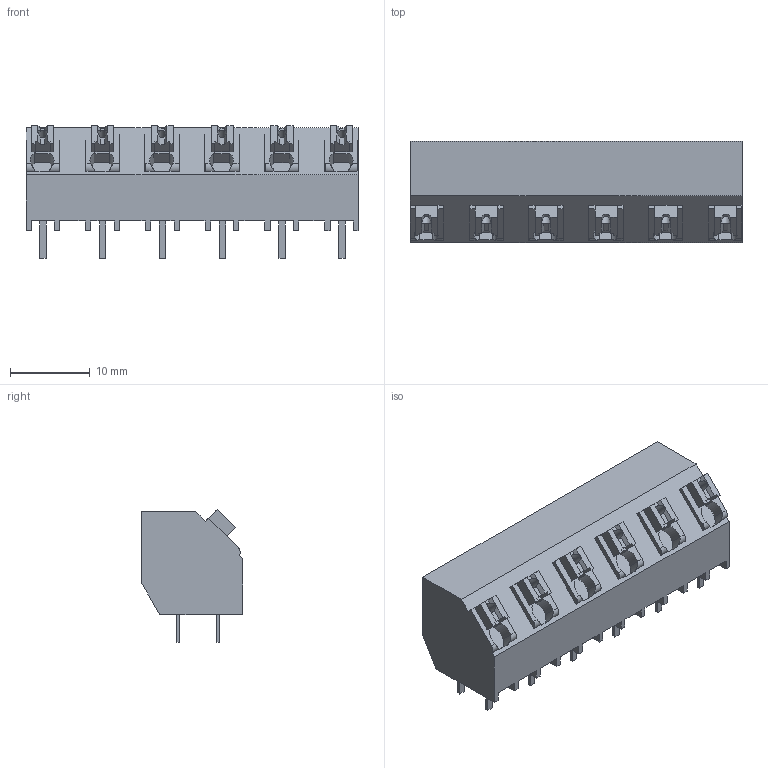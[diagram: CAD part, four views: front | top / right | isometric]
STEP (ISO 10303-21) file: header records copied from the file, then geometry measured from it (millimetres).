
FILE_DESCRIPTION(('CATIA V5 STEP Exchange','CAx-IF Rec.Pracs.--- Model Styling and Organization---1.2---2011-12-15'),'2;1');
FILE_NAME ('D1458661_0_1889030000_1889030000.stp','2018-03-20T14:20:31+00:00',('none'),('Weidmueller'),'CATIA Version 5-6 Release 2014','CATIA V5 STEP AP214','none');
FILE_SCHEMA(('AUTOMOTIVE_DESIGN { 1 0 10303 214 1 1 1 1 }'));
Length unit declared in the file: millimetre
Products named in the file (1): 1889030000
Bounding box: 41.63 x 12.7 x 16.66 mm (x, y, z)
Volume: 4608.8 mm3; surface area: 4051 mm2
Topology: 19 solids, 19 shells, 467 faces, 1311 edges, 891 vertices
Faces by surface type: plane 420, cylinder 47
Entity records: 13881 total; most frequent: CARTESIAN_POINT 2690, ORIENTED_EDGE 2622, DIRECTION 1758, EDGE_CURVE 1311, VECTOR 1168, LINE 1168, VERTEX_POINT 891, EDGE_LOOP 488
